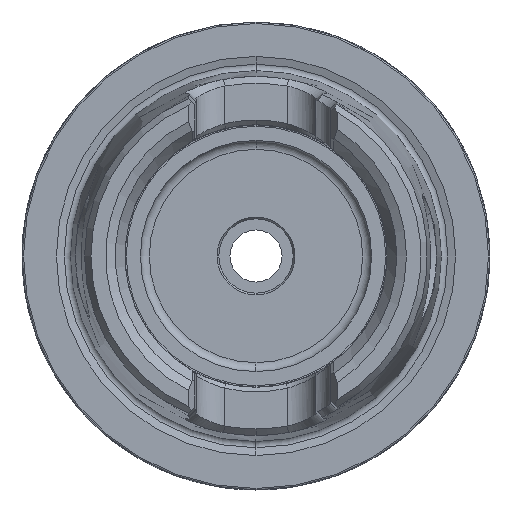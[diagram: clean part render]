
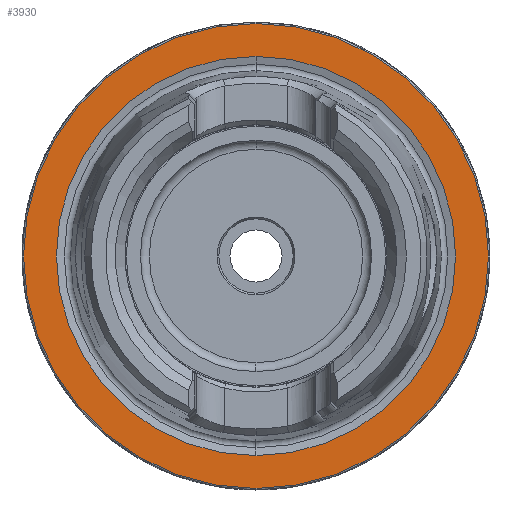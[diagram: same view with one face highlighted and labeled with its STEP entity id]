
A CAD part, left-side view. The second image highlights one B-rep face of the part: STEP entity #3930.
In plain terms, the highlighted planar face has unit normal (-1, 0, 0).
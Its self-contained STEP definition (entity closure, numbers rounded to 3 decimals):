
#1057 = AXIS2_PLACEMENT_3D ( 'NONE', #1653, #8542, #2656 ) ;
#1270 = DIRECTION ( 'NONE',  ( -1., 0., 0. ) ) ;
#1652 = CARTESIAN_POINT ( 'NONE',  ( 0., 31.275, 0. ) ) ;
#1653 = CARTESIAN_POINT ( 'NONE',  ( 0., 0., 0. ) ) ;
#1657 = CARTESIAN_POINT ( 'NONE',  ( 0., 0., -26.85 ) ) ;
#1662 = AXIS2_PLACEMENT_3D ( 'NONE', #5171, #3284, #10155 ) ;
#1862 = CARTESIAN_POINT ( 'NONE',  ( 0., 0., -31.275 ) ) ;
#2656 = DIRECTION ( 'NONE',  ( 0., 0., 1. ) ) ;
#2939 = CIRCLE ( 'NONE', #1662, 26.85 ) ;
#3099 = VERTEX_POINT ( 'NONE', #1657 ) ;
#3235 = EDGE_LOOP ( 'NONE', ( #11544, #7073 ) ) ;
#3284 = DIRECTION ( 'NONE',  ( -1., 0., 0. ) ) ;
#3358 = CARTESIAN_POINT ( 'NONE',  ( 0., 0., 26.85 ) ) ;
#3930 = ADVANCED_FACE ( 'NONE', ( #7441, #10322 ), #10502, .F. ) ;
#4106 = CARTESIAN_POINT ( 'NONE',  ( 0., 0., 31.275 ) ) ;
#5006 = VERTEX_POINT ( 'NONE', #1862 ) ;
#5171 = CARTESIAN_POINT ( 'NONE',  ( 0., 0., 0. ) ) ;
#5241 = VERTEX_POINT ( 'NONE', #3358 ) ;
#5363 = AXIS2_PLACEMENT_3D ( 'NONE', #7226, #1270, #8195 ) ;
#5583 = EDGE_CURVE ( 'NONE', #5241, #3099, #7132, .T. ) ;
#5663 = DIRECTION ( 'NONE',  ( 0., 0., -1. ) ) ;
#5695 = ORIENTED_EDGE ( 'NONE', *, *, #11745, .T. ) ;
#5753 = DIRECTION ( 'NONE',  ( -1., 0., 0. ) ) ;
#5992 = EDGE_LOOP ( 'NONE', ( #6854, #5695 ) ) ;
#6084 = CIRCLE ( 'NONE', #5363, 31.275 ) ;
#6517 = AXIS2_PLACEMENT_3D ( 'NONE', #11576, #5753, #12571 ) ;
#6615 = EDGE_CURVE ( 'NONE', #3099, #5241, #2939, .T. ) ;
#6854 = ORIENTED_EDGE ( 'NONE', *, *, #12499, .T. ) ;
#7073 = ORIENTED_EDGE ( 'NONE', *, *, #6615, .F. ) ;
#7132 = CIRCLE ( 'NONE', #1057, 26.85 ) ;
#7226 = CARTESIAN_POINT ( 'NONE',  ( 0., 0., 0. ) ) ;
#7441 = FACE_BOUND ( 'NONE', #3235, .T. ) ;
#8195 = DIRECTION ( 'NONE',  ( 0., 0., 1. ) ) ;
#8542 = DIRECTION ( 'NONE',  ( -1., 0., 0. ) ) ;
#8909 = AXIS2_PLACEMENT_3D ( 'NONE', #1652, #11480, #5663 ) ;
#10155 = DIRECTION ( 'NONE',  ( 0., 0., 1. ) ) ;
#10322 = FACE_OUTER_BOUND ( 'NONE', #5992, .T. ) ;
#10502 = PLANE ( 'NONE',  #8909 ) ;
#11480 = DIRECTION ( 'NONE',  ( 1., 0., 0. ) ) ;
#11544 = ORIENTED_EDGE ( 'NONE', *, *, #5583, .F. ) ;
#11576 = CARTESIAN_POINT ( 'NONE',  ( 0., 0., 0. ) ) ;
#11745 = EDGE_CURVE ( 'NONE', #5006, #12393, #12016, .T. ) ;
#12016 = CIRCLE ( 'NONE', #6517, 31.275 ) ;
#12393 = VERTEX_POINT ( 'NONE', #4106 ) ;
#12499 = EDGE_CURVE ( 'NONE', #12393, #5006, #6084, .T. ) ;
#12571 = DIRECTION ( 'NONE',  ( 0., 0., 1. ) ) ;
